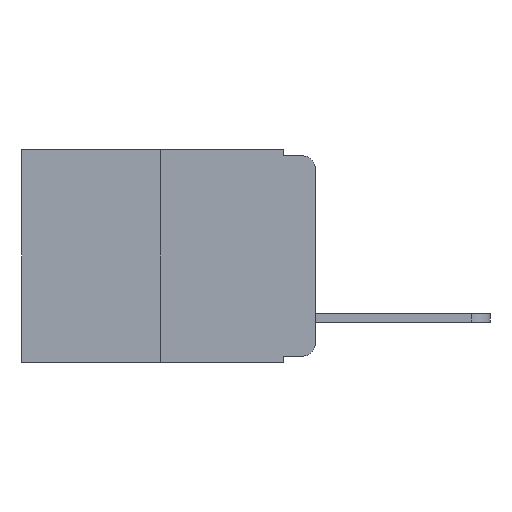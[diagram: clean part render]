
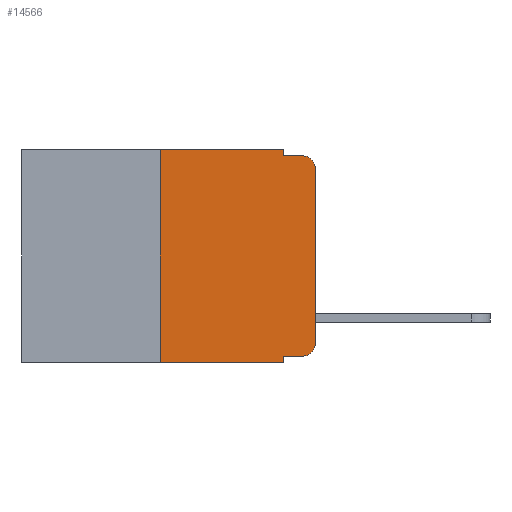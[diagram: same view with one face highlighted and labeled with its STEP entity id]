
A CAD part, left-side view. The second image highlights one B-rep face of the part: STEP entity #14566.
In plain terms, the highlighted planar face has unit normal (-1, 0, 0).
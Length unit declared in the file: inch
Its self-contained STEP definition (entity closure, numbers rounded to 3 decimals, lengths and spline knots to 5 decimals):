
#35 = LINE ( 'NONE', #6015, #3879 ) ;
#441 = EDGE_CURVE ( 'NONE', #4891, #17648, #11621, .T. ) ;
#529 = LINE ( 'NONE', #4398, #11653 ) ;
#612 = CARTESIAN_POINT ( 'NONE',  ( 0., 0.02, -0.03 ) ) ;
#682 = EDGE_CURVE ( 'NONE', #9902, #12596, #3632, .T. ) ;
#810 = ORIENTED_EDGE ( 'NONE', *, *, #14486, .F. ) ;
#1282 = PLANE ( 'NONE',  #5591 ) ;
#1314 = CARTESIAN_POINT ( 'NONE',  ( 0., 0.051, -0.01 ) ) ;
#2047 = DIRECTION ( 'NONE',  ( 0., 0., -1. ) ) ;
#2331 = ORIENTED_EDGE ( 'NONE', *, *, #11495, .F. ) ;
#2507 = LINE ( 'NONE', #5476, #9768 ) ;
#2594 = ORIENTED_EDGE ( 'NONE', *, *, #441, .T. ) ;
#2905 = LINE ( 'NONE', #15335, #6755 ) ;
#3320 = VERTEX_POINT ( 'NONE', #17621 ) ;
#3471 = EDGE_CURVE ( 'NONE', #5565, #11708, #35, .T. ) ;
#3481 = DIRECTION ( 'NONE',  ( -1., 0., 0. ) ) ;
#3525 = VERTEX_POINT ( 'NONE', #6319 ) ;
#3627 = FACE_OUTER_BOUND ( 'NONE', #3889, .T. ) ;
#3632 = LINE ( 'NONE', #12321, #7013 ) ;
#3879 = VECTOR ( 'NONE', #7434, 39.37008 ) ;
#3889 = EDGE_LOOP ( 'NONE', ( #2594, #6887, #16998, #810, #16576, #6921, #12246, #2331, #12842, #11664 ) ) ;
#4318 = VECTOR ( 'NONE', #13848, 39.37008 ) ;
#4398 = CARTESIAN_POINT ( 'NONE',  ( 0., 0.051, -0.333 ) ) ;
#4891 = VERTEX_POINT ( 'NONE', #18156 ) ;
#5476 = CARTESIAN_POINT ( 'NONE',  ( 0., 0.051, 0. ) ) ;
#5565 = VERTEX_POINT ( 'NONE', #9787 ) ;
#5591 = AXIS2_PLACEMENT_3D ( 'NONE', #18796, #14511, #5721 ) ;
#5721 = DIRECTION ( 'NONE',  ( 0., 0., -1. ) ) ;
#5763 = CIRCLE ( 'NONE', #11766, 0.02 ) ;
#5859 = DIRECTION ( 'NONE',  ( 0., -1., 0. ) ) ;
#5995 = CIRCLE ( 'NONE', #16055, 0.02 ) ;
#6015 = CARTESIAN_POINT ( 'NONE',  ( 0., 0.473, 0. ) ) ;
#6319 = CARTESIAN_POINT ( 'NONE',  ( 0., 0.051, -0.333 ) ) ;
#6755 = VECTOR ( 'NONE', #12447, 39.37008 ) ;
#6887 = ORIENTED_EDGE ( 'NONE', *, *, #17400, .T. ) ;
#6921 = ORIENTED_EDGE ( 'NONE', *, *, #13504, .F. ) ;
#7013 = VECTOR ( 'NONE', #17122, 39.37008 ) ;
#7434 = DIRECTION ( 'NONE',  ( 0., -1., 0. ) ) ;
#7563 = EDGE_CURVE ( 'NONE', #12265, #4891, #5763, .T. ) ;
#7782 = CARTESIAN_POINT ( 'NONE',  ( 0., 0.051, -0.01 ) ) ;
#8201 = CARTESIAN_POINT ( 'NONE',  ( 0., 0.02, -0.333 ) ) ;
#8549 = EDGE_CURVE ( 'NONE', #3525, #12265, #529, .T. ) ;
#9283 = DIRECTION ( 'NONE',  ( 0., -1., 0. ) ) ;
#9768 = VECTOR ( 'NONE', #11264, 39.37008 ) ;
#9787 = CARTESIAN_POINT ( 'NONE',  ( 0., 0.25, 0. ) ) ;
#9902 = VERTEX_POINT ( 'NONE', #17635 ) ;
#10042 = CARTESIAN_POINT ( 'NONE',  ( 0., 0., 0. ) ) ;
#10346 = VECTOR ( 'NONE', #12033, 39.37008 ) ;
#10757 = DIRECTION ( 'NONE',  ( -1., 0., 0. ) ) ;
#11264 = DIRECTION ( 'NONE',  ( 0., 0., -1. ) ) ;
#11331 = LINE ( 'NONE', #7782, #18650 ) ;
#11495 = EDGE_CURVE ( 'NONE', #3525, #12596, #2905, .T. ) ;
#11621 = LINE ( 'NONE', #10042, #4318 ) ;
#11653 = VECTOR ( 'NONE', #5859, 39.37008 ) ;
#11664 = ORIENTED_EDGE ( 'NONE', *, *, #7563, .T. ) ;
#11708 = VERTEX_POINT ( 'NONE', #18834 ) ;
#11766 = AXIS2_PLACEMENT_3D ( 'NONE', #12223, #3481, #13723 ) ;
#12033 = DIRECTION ( 'NONE',  ( 0., 0., 1. ) ) ;
#12223 = CARTESIAN_POINT ( 'NONE',  ( 0., 0.02, -0.313 ) ) ;
#12246 = ORIENTED_EDGE ( 'NONE', *, *, #682, .T. ) ;
#12265 = VERTEX_POINT ( 'NONE', #8201 ) ;
#12321 = CARTESIAN_POINT ( 'NONE',  ( 0., 0.473, -0.343 ) ) ;
#12447 = DIRECTION ( 'NONE',  ( 0., 0., -1. ) ) ;
#12596 = VERTEX_POINT ( 'NONE', #14788 ) ;
#12842 = ORIENTED_EDGE ( 'NONE', *, *, #8549, .T. ) ;
#13504 = EDGE_CURVE ( 'NONE', #9902, #5565, #14274, .T. ) ;
#13532 = CARTESIAN_POINT ( 'NONE',  ( 0., 0.25, 0. ) ) ;
#13723 = DIRECTION ( 'NONE',  ( 0., 0., -1. ) ) ;
#13848 = DIRECTION ( 'NONE',  ( 0., 0., 1. ) ) ;
#14274 = LINE ( 'NONE', #13532, #10346 ) ;
#14486 = EDGE_CURVE ( 'NONE', #11708, #15801, #2507, .T. ) ;
#14511 = DIRECTION ( 'NONE',  ( 1., 0., 0. ) ) ;
#14566 = ADVANCED_FACE ( 'NONE', ( #3627 ), #1282, .F. ) ;
#14788 = CARTESIAN_POINT ( 'NONE',  ( 0., 0.051, -0.343 ) ) ;
#15335 = CARTESIAN_POINT ( 'NONE',  ( 0., 0.051, 0. ) ) ;
#15466 = EDGE_CURVE ( 'NONE', #15801, #3320, #11331, .T. ) ;
#15801 = VERTEX_POINT ( 'NONE', #1314 ) ;
#16055 = AXIS2_PLACEMENT_3D ( 'NONE', #612, #10757, #2047 ) ;
#16576 = ORIENTED_EDGE ( 'NONE', *, *, #3471, .F. ) ;
#16998 = ORIENTED_EDGE ( 'NONE', *, *, #15466, .F. ) ;
#17122 = DIRECTION ( 'NONE',  ( 0., -1., 0. ) ) ;
#17400 = EDGE_CURVE ( 'NONE', #17648, #3320, #5995, .T. ) ;
#17414 = CARTESIAN_POINT ( 'NONE',  ( 0., 0., -0.03 ) ) ;
#17621 = CARTESIAN_POINT ( 'NONE',  ( 0., 0.02, -0.01 ) ) ;
#17635 = CARTESIAN_POINT ( 'NONE',  ( 0., 0.25, -0.343 ) ) ;
#17648 = VERTEX_POINT ( 'NONE', #17414 ) ;
#18156 = CARTESIAN_POINT ( 'NONE',  ( 0., 0., -0.313 ) ) ;
#18650 = VECTOR ( 'NONE', #9283, 39.37008 ) ;
#18796 = CARTESIAN_POINT ( 'NONE',  ( 0., 0.473, 0. ) ) ;
#18834 = CARTESIAN_POINT ( 'NONE',  ( 0., 0.051, 0. ) ) ;
